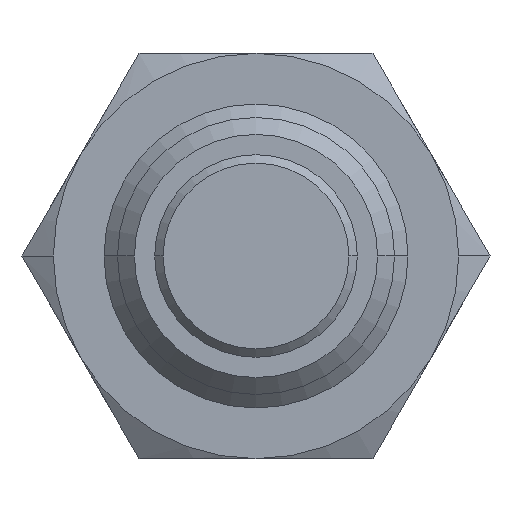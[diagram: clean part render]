
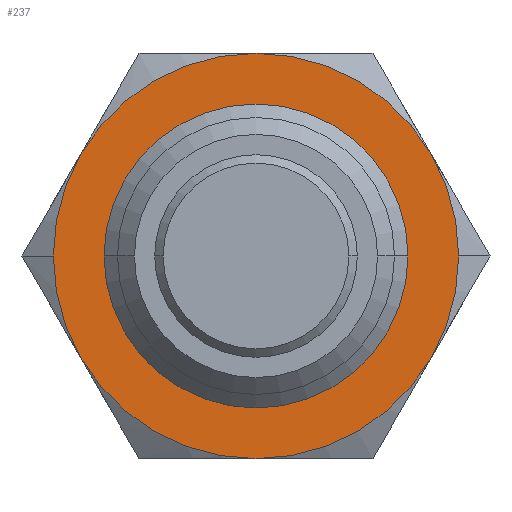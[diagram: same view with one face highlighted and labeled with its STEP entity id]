
A CAD part, front view. The second image highlights one B-rep face of the part: STEP entity #237.
In plain terms, the highlighted planar face has unit normal (0, -1, 0).
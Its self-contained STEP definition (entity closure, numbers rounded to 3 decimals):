
#237=ADVANCED_FACE('',(#417,#418),#419,.T.);
#417=FACE_OUTER_BOUND('',#636,.T.);
#418=FACE_BOUND('',#637,.T.);
#419=PLANE('',#638);
#636=EDGE_LOOP('',(#1175,#1176,#1177,#1178,#1179,#1180,#1181,#1182));
#637=EDGE_LOOP('',(#1183,#1184));
#638=AXIS2_PLACEMENT_3D('',#1185,#1186,#1187);
#1175=ORIENTED_EDGE('',*,*,#1588,.F.);
#1176=ORIENTED_EDGE('',*,*,#1574,.F.);
#1177=ORIENTED_EDGE('',*,*,#1577,.F.);
#1178=ORIENTED_EDGE('',*,*,#1579,.F.);
#1179=ORIENTED_EDGE('',*,*,#1572,.F.);
#1180=ORIENTED_EDGE('',*,*,#1583,.F.);
#1181=ORIENTED_EDGE('',*,*,#1586,.F.);
#1182=ORIENTED_EDGE('',*,*,#1568,.F.);
#1183=ORIENTED_EDGE('',*,*,#1608,.T.);
#1184=ORIENTED_EDGE('',*,*,#1552,.T.);
#1185=CARTESIAN_POINT('',(10.5,-8.0,0.0));
#1186=DIRECTION('',(0.0,-1.0,0.0));
#1187=DIRECTION('',(-1.0,0.0,0.0));
#1552=EDGE_CURVE('',#1832,#1829,#1833,.T.);
#1568=EDGE_CURVE('',#1859,#1862,#1863,.T.);
#1572=EDGE_CURVE('',#1868,#1866,#1870,.T.);
#1574=EDGE_CURVE('',#1872,#1874,#1875,.T.);
#1577=EDGE_CURVE('',#1878,#1872,#1880,.T.);
#1579=EDGE_CURVE('',#1866,#1878,#1882,.T.);
#1583=EDGE_CURVE('',#1886,#1868,#1888,.T.);
#1586=EDGE_CURVE('',#1862,#1886,#1892,.T.);
#1588=EDGE_CURVE('',#1874,#1859,#1894,.T.);
#1608=EDGE_CURVE('',#1829,#1832,#1922,.T.);
#1829=VERTEX_POINT('',#2341);
#1832=VERTEX_POINT('',#2345);
#1833=CIRCLE('',#2346,9.0);
#1859=VERTEX_POINT('',#2401);
#1862=VERTEX_POINT('',#2405);
#1863=CIRCLE('',#2406,12.0);
#1866=VERTEX_POINT('',#2420);
#1868=VERTEX_POINT('',#2423);
#1870=CIRCLE('',#2436,12.0);
#1872=VERTEX_POINT('',#2438);
#1874=VERTEX_POINT('',#2451);
#1875=CIRCLE('',#2452,12.0);
#1878=VERTEX_POINT('',#2466);
#1880=CIRCLE('',#2479,12.0);
#1882=CIRCLE('',#2492,12.0);
#1886=VERTEX_POINT('',#2518);
#1888=CIRCLE('',#2531,12.0);
#1892=CIRCLE('',#2557,12.0);
#1894=CIRCLE('',#2570,12.0);
#1922=CIRCLE('',#2708,9.0);
#2341=CARTESIAN_POINT('',(9.0,-8.0,0.0));
#2345=CARTESIAN_POINT('',(-9.0,-8.0,0.));
#2346=AXIS2_PLACEMENT_3D('',#3299,#3300,#3301);
#2401=CARTESIAN_POINT('',(12.0,-8.0,0.));
#2405=CARTESIAN_POINT('',(10.392,-8.0,-6.0));
#2406=AXIS2_PLACEMENT_3D('',#3325,#3326,#3327);
#2420=CARTESIAN_POINT('',(-12.0,-8.0,0.));
#2423=CARTESIAN_POINT('',(-10.392,-8.0,-6.0));
#2436=AXIS2_PLACEMENT_3D('',#3329,#3330,#3331);
#2438=CARTESIAN_POINT('',(0.,-8.0,12.0));
#2451=CARTESIAN_POINT('',(10.392,-8.0,6.0));
#2452=AXIS2_PLACEMENT_3D('',#3332,#3333,#3334);
#2466=CARTESIAN_POINT('',(-10.392,-8.0,6.0));
#2479=AXIS2_PLACEMENT_3D('',#3335,#3336,#3337);
#2492=AXIS2_PLACEMENT_3D('',#3338,#3339,#3340);
#2518=CARTESIAN_POINT('',(0.0,-8.0,-12.0));
#2531=AXIS2_PLACEMENT_3D('',#3341,#3342,#3343);
#2557=AXIS2_PLACEMENT_3D('',#3344,#3345,#3346);
#2570=AXIS2_PLACEMENT_3D('',#3347,#3348,#3349);
#2708=AXIS2_PLACEMENT_3D('',#3377,#3378,#3379);
#3299=CARTESIAN_POINT('',(0.0,-8.0,0.0));
#3300=DIRECTION('',(0.0,1.0,0.0));
#3301=DIRECTION('',(1.0,0.0,0.0));
#3325=CARTESIAN_POINT('',(0.0,-8.0,0.0));
#3326=DIRECTION('',(0.0,1.0,0.0));
#3327=DIRECTION('',(1.0,0.0,0.0));
#3329=CARTESIAN_POINT('',(0.0,-8.0,0.0));
#3330=DIRECTION('',(0.0,1.0,0.0));
#3331=DIRECTION('',(1.0,0.0,0.0));
#3332=CARTESIAN_POINT('',(0.0,-8.0,0.0));
#3333=DIRECTION('',(0.0,1.0,0.0));
#3334=DIRECTION('',(1.0,0.0,0.0));
#3335=CARTESIAN_POINT('',(0.0,-8.0,0.0));
#3336=DIRECTION('',(0.0,1.0,0.0));
#3337=DIRECTION('',(1.0,0.0,0.0));
#3338=CARTESIAN_POINT('',(0.0,-8.0,0.0));
#3339=DIRECTION('',(0.0,1.0,0.0));
#3340=DIRECTION('',(1.0,0.0,0.0));
#3341=CARTESIAN_POINT('',(0.0,-8.0,0.0));
#3342=DIRECTION('',(0.0,1.0,0.0));
#3343=DIRECTION('',(1.0,0.0,0.0));
#3344=CARTESIAN_POINT('',(0.0,-8.0,0.0));
#3345=DIRECTION('',(0.0,1.0,0.0));
#3346=DIRECTION('',(1.0,0.0,0.0));
#3347=CARTESIAN_POINT('',(0.0,-8.0,0.0));
#3348=DIRECTION('',(0.0,1.0,0.0));
#3349=DIRECTION('',(1.0,0.0,0.0));
#3377=CARTESIAN_POINT('',(0.0,-8.0,0.0));
#3378=DIRECTION('',(0.0,1.0,0.0));
#3379=DIRECTION('',(1.0,0.0,0.0));
